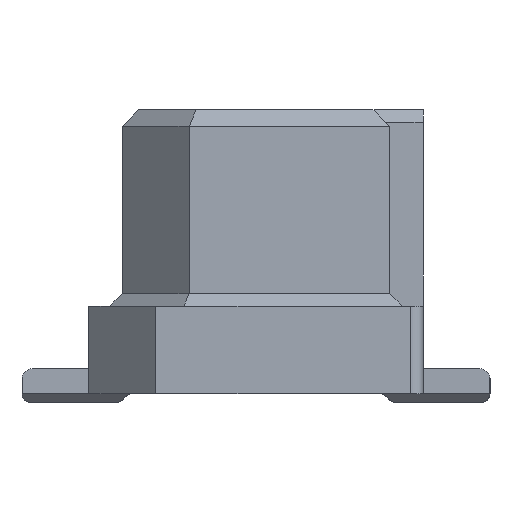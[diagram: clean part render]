
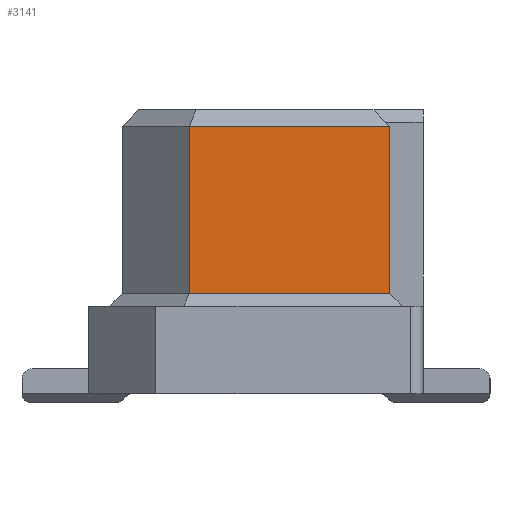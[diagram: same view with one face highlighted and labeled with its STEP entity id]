
A CAD part, left-side view. The second image highlights one B-rep face of the part: STEP entity #3141.
In plain terms, the highlighted planar face has unit normal (-1, 0, 0).
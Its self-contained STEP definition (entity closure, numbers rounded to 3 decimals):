
#85=CARTESIAN_POINT('',(-4.7,0.8,-0.2));
#86=VERTEX_POINT('',#85);
#116=CARTESIAN_POINT('',(-4.7,-1.6,-0.2));
#117=VERTEX_POINT('',#116);
#118=CARTESIAN_POINT('',(-4.7,0.8,-0.2));
#119=DIRECTION('',(0.,-1.,0.));
#120=VECTOR('',#119,2.4);
#121=LINE('',#118,#120);
#122=EDGE_CURVE('',#86,#117,#121,.T.);
#3100=CARTESIAN_POINT('',(-4.7,0.8,-2.2));
#3101=VERTEX_POINT('',#3100);
#3108=CARTESIAN_POINT('',(-4.7,0.8,-2.2));
#3109=DIRECTION('',(0.,0.,1.));
#3110=VECTOR('',#3109,2.);
#3111=LINE('',#3108,#3110);
#3112=EDGE_CURVE('',#3101,#86,#3111,.T.);
#3118=CARTESIAN_POINT('',(-4.7,-0.4,-1.2));
#3119=DIRECTION('',(0.,0.,-1.));
#3120=DIRECTION('',(-1.,-0.,-0.));
#3121=AXIS2_PLACEMENT_3D('',#3118,#3120,#3119);
#3122=PLANE('',#3121);
#3123=ORIENTED_EDGE('',*,*,#3112,.F.);
#3124=CARTESIAN_POINT('',(-4.7,-1.6,-2.2));
#3125=VERTEX_POINT('',#3124);
#3126=CARTESIAN_POINT('',(-4.7,0.8,-2.2));
#3127=DIRECTION('',(0.,-1.,0.));
#3128=VECTOR('',#3127,2.4);
#3129=LINE('',#3126,#3128);
#3130=EDGE_CURVE('',#3101,#3125,#3129,.T.);
#3131=ORIENTED_EDGE('E295',*,*,#3130,.T.);
#3132=CARTESIAN_POINT('',(-4.7,-1.6,-2.2));
#3133=DIRECTION('',(0.,0.,1.));
#3134=VECTOR('',#3133,2.);
#3135=LINE('',#3132,#3134);
#3136=EDGE_CURVE('',#3125,#117,#3135,.T.);
#3137=ORIENTED_EDGE('E296',*,*,#3136,.T.);
#3138=ORIENTED_EDGE('E296',*,*,#122,.F.);
#3139=EDGE_LOOP('',(#3123,#3131,#3137,#3138));
#3140=FACE_OUTER_BOUND('',#3139,.T.);
#3141=ADVANCED_FACE('F85',(#3140),#3122,.T.);
